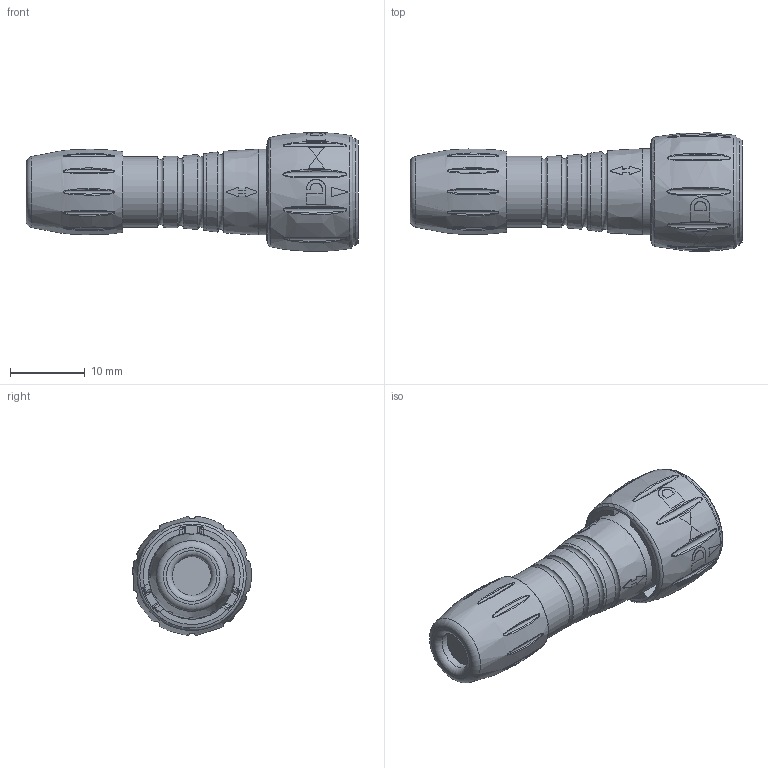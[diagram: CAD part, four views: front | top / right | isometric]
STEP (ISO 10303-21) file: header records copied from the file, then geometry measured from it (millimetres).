
FILE_DESCRIPTION(/* description */ (''),/* implementation_level */ '2;1');
FILE_NAME(/* name */ '99 0759 XXX 05 001.stp',/* time_stamp */ '2021-04-26T09:56:46+02:00',/* author */ (''),/* organization */ (''),/* preprocessor_version */ 'ST-DEVELOPER v16',/* originating_system */ 'SIEMENS PLM Software NX 11.0',/* authorisation */ '');
FILE_SCHEMA (('AUTOMOTIVE_DESIGN { 1 0 10303 214 3 1 1 1 }'));
Length unit declared in the file: millimetre
Products named in the file (1): rhen3BE010EE5upm
Bounding box: 44.5 x 15.91 x 15.94 mm (x, y, z)
Volume: 4263.4 mm3; surface area: 3493.9 mm2
Topology: 1 solids, 1 shells, 327 faces, 897 edges, 591 vertices
Faces by surface type: plane 172, cylinder 91, bspline 37, torus 13, cone 12, sphere 2
Full cylindrical faces by diameter (mm): 4.8 x1, 5.2 x1, 5.5 x1, 9.5 x1, 9.8 x1, 11.5 x1, 11.7 x1, 13.3 x1, 13.5 x1, 14.3 x1
Entity records: 15190 total; most frequent: CARTESIAN_POINT 6920, ORIENTED_EDGE 1572, DIRECTION 1419, EDGE_CURVE 786, VERTEX_POINT 544, AXIS2_PLACEMENT_3D 518, EDGE_LOOP 428, LINE 383
